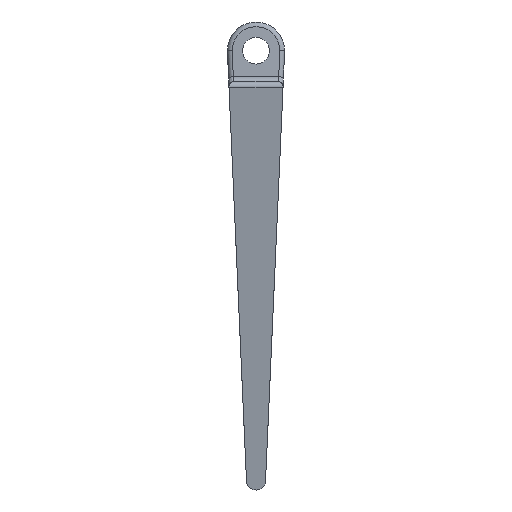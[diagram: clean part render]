
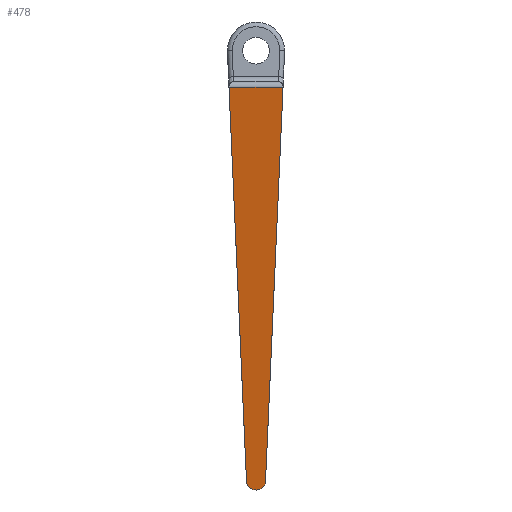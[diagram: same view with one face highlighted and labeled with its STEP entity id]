
A CAD part, left-side view. The second image highlights one B-rep face of the part: STEP entity #478.
In plain terms, the highlighted planar face has unit normal (-0.985, 0, -0.173).
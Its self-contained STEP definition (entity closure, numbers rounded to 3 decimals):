
#135 = DIRECTION ( 'NONE',  ( -0.173, -0.044, 0.984 ) ) ;
#156 = EDGE_CURVE ( 'NONE', #1506, #823, #800, .T. ) ;
#163 = PLANE ( 'NONE',  #1372 ) ;
#243 = CARTESIAN_POINT ( 'NONE',  ( 0.103, -2.829, -3.836 ) ) ;
#285 = CARTESIAN_POINT ( 'NONE',  ( 7.325, 1., -45. ) ) ;
#293 = ORIENTED_EDGE ( 'NONE', *, *, #812, .F. ) ;
#305 = CARTESIAN_POINT ( 'NONE',  ( 7.675, -1., -47. ) ) ;
#337 = VERTEX_POINT ( 'NONE', #854 ) ;
#351 = VECTOR ( 'NONE', #1721, 1000. ) ;
#458 = CARTESIAN_POINT ( 'NONE',  ( 7.325, -1., -45. ) ) ;
#478 = ADVANCED_FACE ( 'NONE', ( #1091 ), #163, .F. ) ;
#599 = ORIENTED_EDGE ( 'NONE', *, *, #1328, .T. ) ;
#604 = DIRECTION ( 'NONE',  ( 0.985, 0., 0.173 ) ) ;
#675 = CARTESIAN_POINT ( 'NONE',  ( 0.103, -3., -3.836 ) ) ;
#751 = CARTESIAN_POINT ( 'NONE',  ( 0.103, 2.829, -3.836 ) ) ;
#765 = ORIENTED_EDGE ( 'NONE', *, *, #156, .T. ) ;
#800 = LINE ( 'NONE', #675, #351 ) ;
#812 = EDGE_CURVE ( 'NONE', #337, #1626, #1139, .T. ) ;
#823 = VERTEX_POINT ( 'NONE', #751 ) ;
#854 = CARTESIAN_POINT ( 'NONE',  ( 7.325, -1., -45. ) ) ;
#867 = EDGE_LOOP ( 'NONE', ( #599, #765, #1396, #293 ) ) ;
#918 = CARTESIAN_POINT ( 'NONE',  ( 7.675, 1., -47. ) ) ;
#921 = CARTESIAN_POINT ( 'NONE',  ( 0., -3., -3.25 ) ) ;
#958 = VECTOR ( 'NONE', #135, 1000. ) ;
#996 = VECTOR ( 'NONE', #1723, 1000. ) ;
#1044 = EDGE_CURVE ( 'NONE', #823, #1626, #1273, .T. ) ;
#1091 = FACE_OUTER_BOUND ( 'NONE', #867, .T. ) ;
#1110 = DIRECTION ( 'NONE',  ( 0.173, 0., -0.985 ) ) ;
#1139 =( BOUNDED_CURVE ( )  B_SPLINE_CURVE ( 3, ( #458, #305, #918, #285 ),
 .UNSPECIFIED., .F., .F. ) 
 B_SPLINE_CURVE_WITH_KNOTS ( ( 4, 4 ),
 ( 1.571, 4.712 ),
 .UNSPECIFIED. ) 
 CURVE ( )  GEOMETRIC_REPRESENTATION_ITEM ( )  RATIONAL_B_SPLINE_CURVE ( ( 1., 0.333, 0.333, 1. ) ) 
 REPRESENTATION_ITEM ( '' )  );
#1166 = CARTESIAN_POINT ( 'NONE',  ( 7.325, 1., -45. ) ) ;
#1273 = LINE ( 'NONE', #1395, #996 ) ;
#1328 = EDGE_CURVE ( 'NONE', #337, #1506, #1528, .T. ) ;
#1372 = AXIS2_PLACEMENT_3D ( 'NONE', #921, #604, #1110 ) ;
#1384 = CARTESIAN_POINT ( 'NONE',  ( 1.109, -2.575, -9.569 ) ) ;
#1395 = CARTESIAN_POINT ( 'NONE',  ( 1.109, 2.575, -9.569 ) ) ;
#1396 = ORIENTED_EDGE ( 'NONE', *, *, #1044, .T. ) ;
#1506 = VERTEX_POINT ( 'NONE', #243 ) ;
#1528 = LINE ( 'NONE', #1384, #958 ) ;
#1626 = VERTEX_POINT ( 'NONE', #1166 ) ;
#1721 = DIRECTION ( 'NONE',  ( 0., 1., 0. ) ) ;
#1723 = DIRECTION ( 'NONE',  ( 0.173, -0.044, -0.984 ) ) ;
